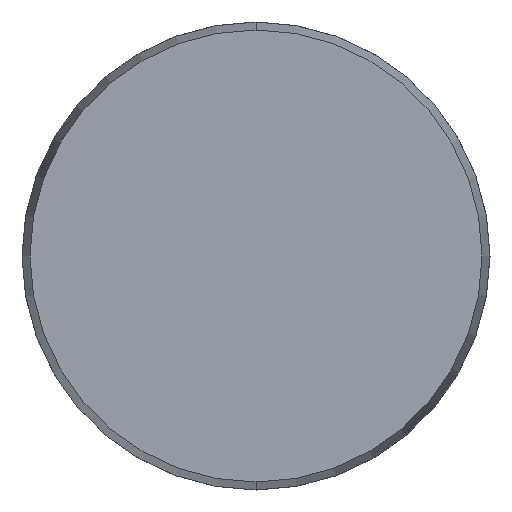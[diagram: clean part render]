
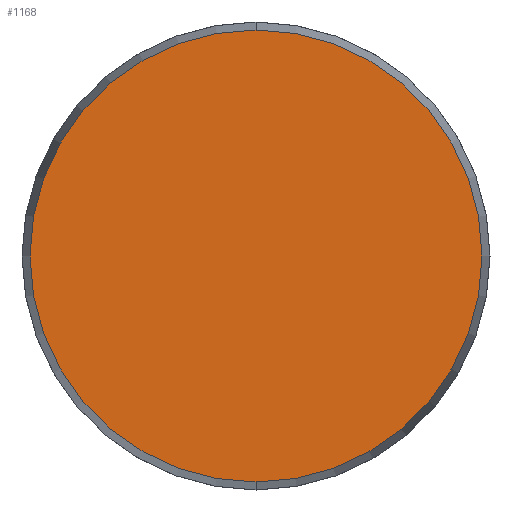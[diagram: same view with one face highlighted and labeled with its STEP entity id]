
A CAD part, front view. The second image highlights one B-rep face of the part: STEP entity #1168.
In plain terms, the highlighted planar face has unit normal (0, -1, 0).
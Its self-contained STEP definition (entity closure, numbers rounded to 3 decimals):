
#21 = EDGE_CURVE ( 'NONE', #638, #923, #106, .T. ) ;
#47 = CIRCLE ( 'NONE', #927, 24.143 ) ;
#106 = CIRCLE ( 'NONE', #541, 24.143 ) ;
#244 = CARTESIAN_POINT ( 'NONE',  ( 0., 0., 0. ) ) ;
#352 = AXIS2_PLACEMENT_3D ( 'NONE', #1301, #1003, #1098 ) ;
#452 = DIRECTION ( 'NONE',  ( 0., -1., 0. ) ) ;
#478 = CARTESIAN_POINT ( 'NONE',  ( 0., 0., 0. ) ) ;
#541 = AXIS2_PLACEMENT_3D ( 'NONE', #244, #1045, #742 ) ;
#616 = CARTESIAN_POINT ( 'NONE',  ( 0., 0., -24.143 ) ) ;
#638 = VERTEX_POINT ( 'NONE', #1274 ) ;
#694 = PLANE ( 'NONE',  #352 ) ;
#724 = ORIENTED_EDGE ( 'NONE', *, *, #21, .T. ) ;
#742 = DIRECTION ( 'NONE',  ( 0., 0., -1. ) ) ;
#744 = DIRECTION ( 'NONE',  ( 0., 0., -1. ) ) ;
#923 = VERTEX_POINT ( 'NONE', #616 ) ;
#927 = AXIS2_PLACEMENT_3D ( 'NONE', #478, #452, #744 ) ;
#1003 = DIRECTION ( 'NONE',  ( 0., 1., 0. ) ) ;
#1045 = DIRECTION ( 'NONE',  ( 0., -1., 0. ) ) ;
#1083 = EDGE_CURVE ( 'NONE', #923, #638, #47, .T. ) ;
#1098 = DIRECTION ( 'NONE',  ( 0., 0., 1. ) ) ;
#1168 = ADVANCED_FACE ( 'NONE', ( #1295 ), #694, .F. ) ;
#1187 = ORIENTED_EDGE ( 'NONE', *, *, #1083, .T. ) ;
#1208 = EDGE_LOOP ( 'NONE', ( #724, #1187 ) ) ;
#1274 = CARTESIAN_POINT ( 'NONE',  ( 0., 0., 24.143 ) ) ;
#1295 = FACE_OUTER_BOUND ( 'NONE', #1208, .T. ) ;
#1301 = CARTESIAN_POINT ( 'NONE',  ( -24.143, 0., 0. ) ) ;
